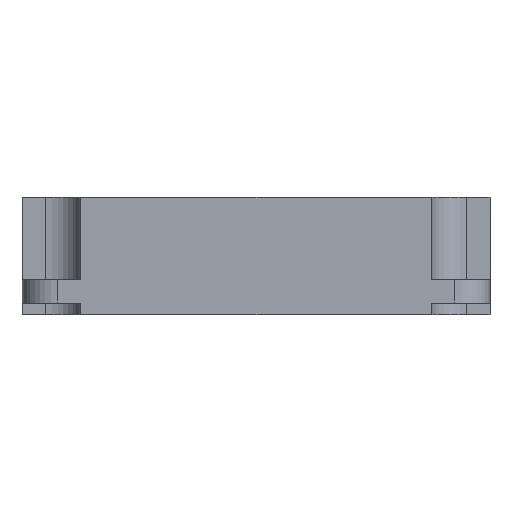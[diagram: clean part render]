
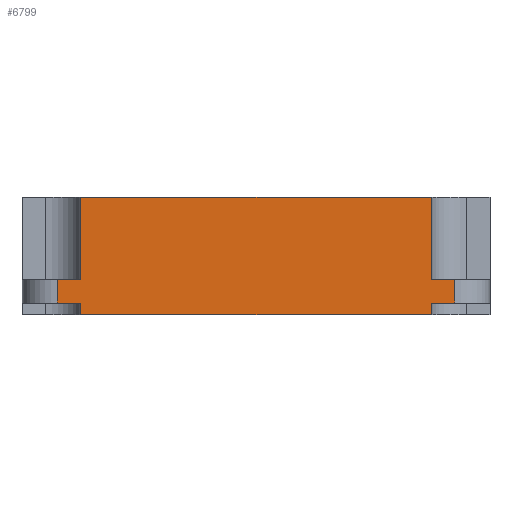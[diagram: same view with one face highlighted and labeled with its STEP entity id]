
A CAD part, left-side view. The second image highlights one B-rep face of the part: STEP entity #6799.
In plain terms, the highlighted planar face has unit normal (-1, 0, 0).
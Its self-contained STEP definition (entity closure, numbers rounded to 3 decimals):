
#52 = VECTOR ( 'NONE', #5184, 1000. ) ;
#68 = LINE ( 'NONE', #6261, #52 ) ;
#119 = PLANE ( 'NONE',  #1940 ) ;
#159 = DIRECTION ( 'NONE',  ( 0., 0., 1. ) ) ;
#195 = VECTOR ( 'NONE', #1902, 1000. ) ;
#220 = ORIENTED_EDGE ( 'NONE', *, *, #6258, .T. ) ;
#230 = DIRECTION ( 'NONE',  ( 0., -1., 0. ) ) ;
#355 = CARTESIAN_POINT ( 'NONE',  ( 0., 34.8, 0. ) ) ;
#618 = EDGE_CURVE ( 'NONE', #4259, #838, #7701, .T. ) ;
#622 = CARTESIAN_POINT ( 'NONE',  ( 0., 34.8, 10. ) ) ;
#703 = LINE ( 'NONE', #6396, #1783 ) ;
#722 = VERTEX_POINT ( 'NONE', #4847 ) ;
#838 = VERTEX_POINT ( 'NONE', #1857 ) ;
#1022 = VERTEX_POINT ( 'NONE', #7695 ) ;
#1039 = VERTEX_POINT ( 'NONE', #4513 ) ;
#1332 = DIRECTION ( 'NONE',  ( 0., 0., 1. ) ) ;
#1457 = DIRECTION ( 'NONE',  ( 0., -1., 0. ) ) ;
#1536 = EDGE_CURVE ( 'NONE', #2877, #4259, #2812, .T. ) ;
#1607 = EDGE_CURVE ( 'NONE', #838, #1879, #3572, .T. ) ;
#1617 = DIRECTION ( 'NONE',  ( 0., 0., 1. ) ) ;
#1783 = VECTOR ( 'NONE', #2708, 1000. ) ;
#1857 = CARTESIAN_POINT ( 'NONE',  ( 0., 3., 1. ) ) ;
#1879 = VERTEX_POINT ( 'NONE', #4567 ) ;
#1885 = ORIENTED_EDGE ( 'NONE', *, *, #618, .T. ) ;
#1902 = DIRECTION ( 'NONE',  ( 0., -1., 0. ) ) ;
#1940 = AXIS2_PLACEMENT_3D ( 'NONE', #2677, #3995, #2248 ) ;
#1995 = VECTOR ( 'NONE', #230, 1000. ) ;
#2020 = ORIENTED_EDGE ( 'NONE', *, *, #5837, .F. ) ;
#2248 = DIRECTION ( 'NONE',  ( 0., 0., -1. ) ) ;
#2677 = CARTESIAN_POINT ( 'NONE',  ( 0., 0., 10. ) ) ;
#2704 = ORIENTED_EDGE ( 'NONE', *, *, #4422, .F. ) ;
#2708 = DIRECTION ( 'NONE',  ( 0., -1., 0. ) ) ;
#2718 = VECTOR ( 'NONE', #3135, 1000. ) ;
#2812 = LINE ( 'NONE', #2851, #5887 ) ;
#2845 = LINE ( 'NONE', #7933, #5927 ) ;
#2851 = CARTESIAN_POINT ( 'NONE',  ( 0., 5., 0. ) ) ;
#2877 = VERTEX_POINT ( 'NONE', #4376 ) ;
#3094 = EDGE_CURVE ( 'NONE', #3576, #1039, #8262, .T. ) ;
#3135 = DIRECTION ( 'NONE',  ( 0., -1., 0. ) ) ;
#3327 = EDGE_CURVE ( 'NONE', #5501, #1039, #5067, .T. ) ;
#3423 = VERTEX_POINT ( 'NONE', #622 ) ;
#3572 = LINE ( 'NONE', #4702, #7879 ) ;
#3576 = VERTEX_POINT ( 'NONE', #355 ) ;
#3594 = LINE ( 'NONE', #6388, #195 ) ;
#3685 = VECTOR ( 'NONE', #1617, 1000. ) ;
#3868 = EDGE_CURVE ( 'NONE', #3576, #2877, #2845, .T. ) ;
#3995 = DIRECTION ( 'NONE',  ( 1., 0., 0. ) ) ;
#4212 = ORIENTED_EDGE ( 'NONE', *, *, #1607, .T. ) ;
#4255 = ORIENTED_EDGE ( 'NONE', *, *, #4450, .F. ) ;
#4259 = VERTEX_POINT ( 'NONE', #7793 ) ;
#4376 = CARTESIAN_POINT ( 'NONE',  ( 0., 5., 0. ) ) ;
#4390 = DIRECTION ( 'NONE',  ( 0., 0., -1. ) ) ;
#4422 = EDGE_CURVE ( 'NONE', #8026, #3423, #6138, .T. ) ;
#4443 = CARTESIAN_POINT ( 'NONE',  ( 0., 36.8, 3. ) ) ;
#4450 = EDGE_CURVE ( 'NONE', #6964, #8026, #3594, .T. ) ;
#4485 = VECTOR ( 'NONE', #4390, 1000. ) ;
#4511 = CARTESIAN_POINT ( 'NONE',  ( 0., 36.8, 10. ) ) ;
#4513 = CARTESIAN_POINT ( 'NONE',  ( 0., 34.8, 1. ) ) ;
#4530 = CARTESIAN_POINT ( 'NONE',  ( 0., 34.8, 0. ) ) ;
#4567 = CARTESIAN_POINT ( 'NONE',  ( 0., 3., 3. ) ) ;
#4702 = CARTESIAN_POINT ( 'NONE',  ( 0., 3., 10. ) ) ;
#4748 = DIRECTION ( 'NONE',  ( 0., 0., 1. ) ) ;
#4847 = CARTESIAN_POINT ( 'NONE',  ( 0., 5., 10. ) ) ;
#4923 = EDGE_LOOP ( 'NONE', ( #7765, #7183, #1885, #4212, #7820, #6300, #2020, #2704, #4255, #220, #6158, #5371 ) ) ;
#5067 = LINE ( 'NONE', #6807, #2718 ) ;
#5184 = DIRECTION ( 'NONE',  ( 0., -1., 0. ) ) ;
#5220 = CARTESIAN_POINT ( 'NONE',  ( 0., 5., 1. ) ) ;
#5371 = ORIENTED_EDGE ( 'NONE', *, *, #3094, .F. ) ;
#5443 = CARTESIAN_POINT ( 'NONE',  ( 0., 34.8, 3. ) ) ;
#5480 = EDGE_CURVE ( 'NONE', #1022, #722, #7155, .T. ) ;
#5501 = VERTEX_POINT ( 'NONE', #5943 ) ;
#5837 = EDGE_CURVE ( 'NONE', #3423, #722, #68, .T. ) ;
#5852 = FACE_OUTER_BOUND ( 'NONE', #4923, .T. ) ;
#5887 = VECTOR ( 'NONE', #7972, 1000. ) ;
#5927 = VECTOR ( 'NONE', #1457, 1000. ) ;
#5943 = CARTESIAN_POINT ( 'NONE',  ( 0., 36.8, 1. ) ) ;
#6138 = LINE ( 'NONE', #7341, #3685 ) ;
#6158 = ORIENTED_EDGE ( 'NONE', *, *, #3327, .T. ) ;
#6258 = EDGE_CURVE ( 'NONE', #6964, #5501, #7544, .T. ) ;
#6261 = CARTESIAN_POINT ( 'NONE',  ( 0., 0., 10. ) ) ;
#6300 = ORIENTED_EDGE ( 'NONE', *, *, #5480, .T. ) ;
#6388 = CARTESIAN_POINT ( 'NONE',  ( 0., 34.8, 3. ) ) ;
#6396 = CARTESIAN_POINT ( 'NONE',  ( 0., 0., 3. ) ) ;
#6561 = CARTESIAN_POINT ( 'NONE',  ( 0., 5., 3. ) ) ;
#6737 = VECTOR ( 'NONE', #1332, 1000. ) ;
#6799 = ADVANCED_FACE ( 'NONE', ( #5852 ), #119, .F. ) ;
#6807 = CARTESIAN_POINT ( 'NONE',  ( 0., 39.8, 1. ) ) ;
#6964 = VERTEX_POINT ( 'NONE', #4443 ) ;
#7155 = LINE ( 'NONE', #6561, #7255 ) ;
#7183 = ORIENTED_EDGE ( 'NONE', *, *, #1536, .T. ) ;
#7202 = EDGE_CURVE ( 'NONE', #1022, #1879, #703, .T. ) ;
#7255 = VECTOR ( 'NONE', #159, 1000. ) ;
#7341 = CARTESIAN_POINT ( 'NONE',  ( 0., 34.8, 3. ) ) ;
#7544 = LINE ( 'NONE', #4511, #4485 ) ;
#7695 = CARTESIAN_POINT ( 'NONE',  ( 0., 5., 3. ) ) ;
#7701 = LINE ( 'NONE', #5220, #1995 ) ;
#7765 = ORIENTED_EDGE ( 'NONE', *, *, #3868, .T. ) ;
#7793 = CARTESIAN_POINT ( 'NONE',  ( 0., 5., 1. ) ) ;
#7820 = ORIENTED_EDGE ( 'NONE', *, *, #7202, .F. ) ;
#7879 = VECTOR ( 'NONE', #4748, 1000. ) ;
#7933 = CARTESIAN_POINT ( 'NONE',  ( 0., 0., 0. ) ) ;
#7972 = DIRECTION ( 'NONE',  ( 0., 0., 1. ) ) ;
#8026 = VERTEX_POINT ( 'NONE', #5443 ) ;
#8262 = LINE ( 'NONE', #4530, #6737 ) ;
